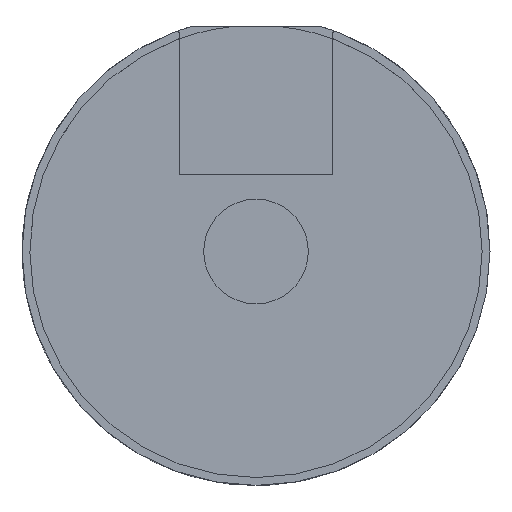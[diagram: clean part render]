
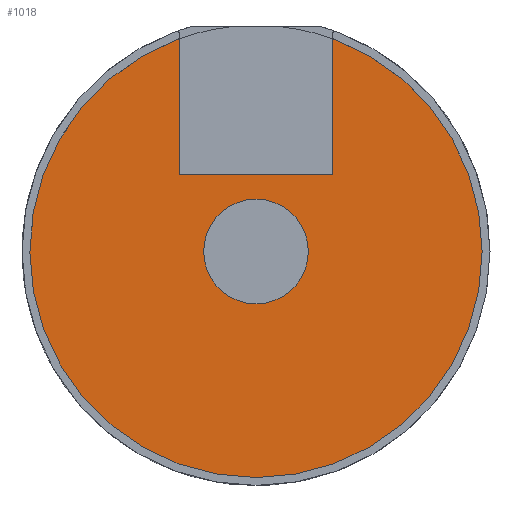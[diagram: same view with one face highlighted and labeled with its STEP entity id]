
A CAD part, top view. The second image highlights one B-rep face of the part: STEP entity #1018.
In plain terms, the highlighted planar face has unit normal (0, 0, 1).
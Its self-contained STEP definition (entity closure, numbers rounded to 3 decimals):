
#291 = VERTEX_POINT('',#292);
#292 = CARTESIAN_POINT('',(14.62,26.383,9.8));
#309 = VERTEX_POINT('',#310);
#310 = CARTESIAN_POINT('',(14.62,26.033,9.8));
#317 = EDGE_CURVE('',#291,#309,#318,.T.);
#318 = LINE('',#319,#320);
#319 = CARTESIAN_POINT('',(14.62,56.7,9.8));
#320 = VECTOR('',#321,1.);
#321 = DIRECTION('',(0.,-1.,0.));
#929 = EDGE_CURVE('',#309,#930,#932,.T.);
#930 = VERTEX_POINT('',#931);
#931 = CARTESIAN_POINT('',(14.62,0.,9.8));
#932 = LINE('',#933,#934);
#933 = CARTESIAN_POINT('',(14.62,56.7,9.8));
#934 = VECTOR('',#935,1.);
#935 = DIRECTION('',(0.,-1.,0.));
#940 = VERTEX_POINT('',#941);
#941 = CARTESIAN_POINT('',(-14.62,26.033,9.8));
#948 = EDGE_CURVE('',#949,#940,#951,.T.);
#949 = VERTEX_POINT('',#950);
#950 = CARTESIAN_POINT('',(-14.62,0.,9.8));
#951 = LINE('',#952,#953);
#952 = CARTESIAN_POINT('',(-14.62,0.,9.8));
#953 = VECTOR('',#954,1.);
#954 = DIRECTION('',(0.,1.,0.));
#956 = EDGE_CURVE('',#930,#949,#957,.T.);
#957 = LINE('',#958,#959);
#958 = CARTESIAN_POINT('',(14.62,0.,9.8));
#959 = VECTOR('',#960,1.);
#960 = DIRECTION('',(-1.,0.,0.));
#971 = VERTEX_POINT('',#972);
#972 = CARTESIAN_POINT('',(-14.62,26.383,9.8));
#980 = EDGE_CURVE('',#940,#971,#981,.T.);
#981 = LINE('',#982,#983);
#982 = CARTESIAN_POINT('',(-14.62,0.,9.8));
#983 = VECTOR('',#984,1.);
#984 = DIRECTION('',(0.,1.,0.));
#1018 = ADVANCED_FACE('',(#1019,#1060),#1071,.T.);
#1019 = FACE_BOUND('',#1020,.T.);
#1020 = EDGE_LOOP('',(#1021,#1032,#1041,#1048,#1049,#1050,#1051,#1052,
    #1053));
#1021 = ORIENTED_EDGE('',*,*,#1022,.T.);
#1022 = EDGE_CURVE('',#1023,#1025,#1027,.T.);
#1023 = VERTEX_POINT('',#1024);
#1024 = CARTESIAN_POINT('',(-14.947,25.914,9.8));
#1025 = VERTEX_POINT('',#1026);
#1026 = CARTESIAN_POINT('',(43.2,-14.618,9.8));
#1027 = CIRCLE('',#1028,43.2);
#1028 = AXIS2_PLACEMENT_3D('',#1029,#1030,#1031);
#1029 = CARTESIAN_POINT('',(0.,-14.618,9.8));
#1030 = DIRECTION('',(0.,0.,1.));
#1031 = DIRECTION('',(1.,0.,0.));
#1032 = ORIENTED_EDGE('',*,*,#1033,.T.);
#1033 = EDGE_CURVE('',#1025,#1034,#1036,.T.);
#1034 = VERTEX_POINT('',#1035);
#1035 = CARTESIAN_POINT('',(14.947,25.914,9.8));
#1036 = CIRCLE('',#1037,43.2);
#1037 = AXIS2_PLACEMENT_3D('',#1038,#1039,#1040);
#1038 = CARTESIAN_POINT('',(0.,-14.618,9.8));
#1039 = DIRECTION('',(0.,0.,1.));
#1040 = DIRECTION('',(1.,0.,0.));
#1041 = ORIENTED_EDGE('',*,*,#1042,.F.);
#1042 = EDGE_CURVE('',#291,#1034,#1043,.T.);
#1043 = CIRCLE('',#1044,0.5);
#1044 = AXIS2_PLACEMENT_3D('',#1045,#1046,#1047);
#1045 = CARTESIAN_POINT('',(15.12,26.383,9.8));
#1046 = DIRECTION('',(-0.,0.,1.));
#1047 = DIRECTION('',(0.,-1.,0.));
#1048 = ORIENTED_EDGE('',*,*,#317,.T.);
#1049 = ORIENTED_EDGE('',*,*,#929,.T.);
#1050 = ORIENTED_EDGE('',*,*,#956,.T.);
#1051 = ORIENTED_EDGE('',*,*,#948,.T.);
#1052 = ORIENTED_EDGE('',*,*,#980,.T.);
#1053 = ORIENTED_EDGE('',*,*,#1054,.T.);
#1054 = EDGE_CURVE('',#971,#1023,#1055,.T.);
#1055 = CIRCLE('',#1056,0.5);
#1056 = AXIS2_PLACEMENT_3D('',#1057,#1058,#1059);
#1057 = CARTESIAN_POINT('',(-15.12,26.383,9.8));
#1058 = DIRECTION('',(-0.,-0.,-1.));
#1059 = DIRECTION('',(0.,-1.,0.));
#1060 = FACE_BOUND('',#1061,.T.);
#1061 = EDGE_LOOP('',(#1062));
#1062 = ORIENTED_EDGE('',*,*,#1063,.F.);
#1063 = EDGE_CURVE('',#1064,#1064,#1066,.T.);
#1064 = VERTEX_POINT('',#1065);
#1065 = CARTESIAN_POINT('',(10.,-14.618,9.8));
#1066 = CIRCLE('',#1067,10.);
#1067 = AXIS2_PLACEMENT_3D('',#1068,#1069,#1070);
#1068 = CARTESIAN_POINT('',(0.,-14.618,9.8));
#1069 = DIRECTION('',(0.,0.,1.));
#1070 = DIRECTION('',(1.,0.,0.));
#1071 = PLANE('',#1072);
#1072 = AXIS2_PLACEMENT_3D('',#1073,#1074,#1075);
#1073 = CARTESIAN_POINT('',(0.,-14.618,9.8));
#1074 = DIRECTION('',(0.,0.,1.));
#1075 = DIRECTION('',(0.,1.,0.));
